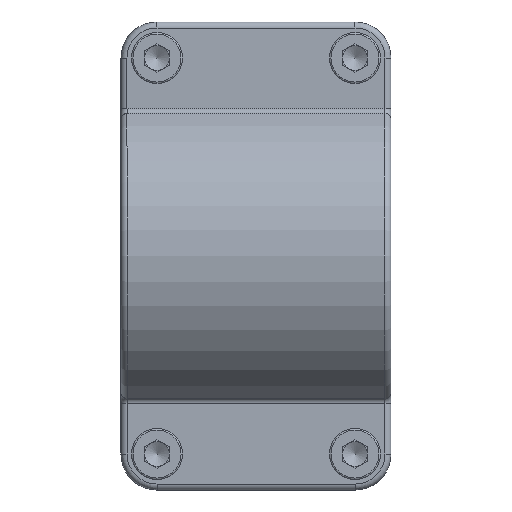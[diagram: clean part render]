
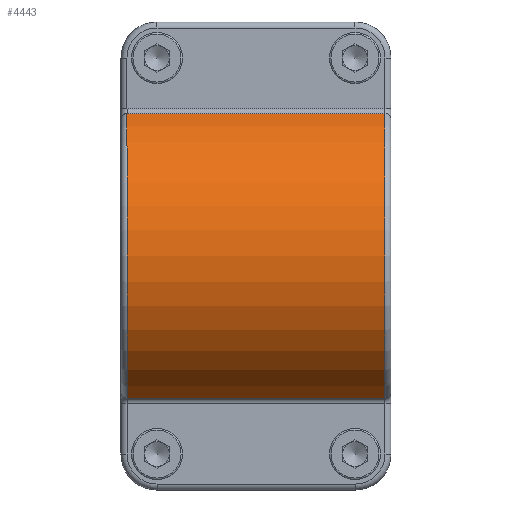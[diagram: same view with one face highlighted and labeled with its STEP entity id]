
A CAD part, front view. The second image highlights one B-rep face of the part: STEP entity #4443.
In plain terms, the highlighted cylindrical face has radius 26 mm (diameter 52 mm), a partial arc.
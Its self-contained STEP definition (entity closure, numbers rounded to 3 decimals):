
#268 = LINE ( 'NONE', #2296, #5109 ) ;
#454 = CARTESIAN_POINT ( 'NONE',  ( -23.744, -10.593, 45. ) ) ;
#461 = AXIS2_PLACEMENT_3D ( 'NONE', #1503, #4518, #2380 ) ;
#632 = EDGE_CURVE ( 'NONE', #979, #4070, #5364, .T. ) ;
#904 = ORIENTED_EDGE ( 'NONE', *, *, #4153, .T. ) ;
#909 = ORIENTED_EDGE ( 'NONE', *, *, #632, .T. ) ;
#913 = ORIENTED_EDGE ( 'NONE', *, *, #2827, .T. ) ;
#920 = ORIENTED_EDGE ( 'NONE', *, *, #4594, .T. ) ;
#979 = VERTEX_POINT ( 'NONE', #1148 ) ;
#990 = CARTESIAN_POINT ( 'NONE',  ( -23.744, -10.593, 1. ) ) ;
#1148 = CARTESIAN_POINT ( 'NONE',  ( 23.744, -10.593, 44. ) ) ;
#1431 = LINE ( 'NONE', #454, #3679 ) ;
#1475 = CARTESIAN_POINT ( 'NONE',  ( -23.744, -10.593, 44. ) ) ;
#1477 = VERTEX_POINT ( 'NONE', #990 ) ;
#1503 = CARTESIAN_POINT ( 'NONE',  ( 0., 0., 45. ) ) ;
#2014 = DIRECTION ( 'NONE',  ( 0., 0., 1. ) ) ;
#2017 = VERTEX_POINT ( 'NONE', #4815 ) ;
#2290 = DIRECTION ( 'NONE',  ( 0., 0., -1. ) ) ;
#2296 = CARTESIAN_POINT ( 'NONE',  ( 23.744, -10.593, 45. ) ) ;
#2325 = DIRECTION ( 'NONE',  ( 1., 0., 0. ) ) ;
#2380 = DIRECTION ( 'NONE',  ( -1., 0., 0. ) ) ;
#2734 = DIRECTION ( 'NONE',  ( 0., 0., 1. ) ) ;
#2769 = EDGE_LOOP ( 'NONE', ( #920, #913, #909, #904 ) ) ;
#2827 = EDGE_CURVE ( 'NONE', #2017, #979, #268, .T. ) ;
#3020 = AXIS2_PLACEMENT_3D ( 'NONE', #4577, #2290, #2325 ) ;
#3111 = AXIS2_PLACEMENT_3D ( 'NONE', #4584, #2014, #5014 ) ;
#3537 = FACE_OUTER_BOUND ( 'NONE', #2769, .T. ) ;
#3679 = VECTOR ( 'NONE', #5564, 1000. ) ;
#4070 = VERTEX_POINT ( 'NONE', #1475 ) ;
#4153 = EDGE_CURVE ( 'NONE', #4070, #1477, #1431, .T. ) ;
#4443 = ADVANCED_FACE ( 'NONE', ( #3537 ), #5355, .T. ) ;
#4518 = DIRECTION ( 'NONE',  ( 0., 0., -1. ) ) ;
#4577 = CARTESIAN_POINT ( 'NONE',  ( 0., 0., 44. ) ) ;
#4584 = CARTESIAN_POINT ( 'NONE',  ( 0., 0., 1. ) ) ;
#4594 = EDGE_CURVE ( 'NONE', #1477, #2017, #5473, .T. ) ;
#4815 = CARTESIAN_POINT ( 'NONE',  ( 23.744, -10.593, 1. ) ) ;
#5014 = DIRECTION ( 'NONE',  ( 1., 0., 0. ) ) ;
#5109 = VECTOR ( 'NONE', #2734, 1000. ) ;
#5355 = CYLINDRICAL_SURFACE ( 'NONE', #461, 26. ) ;
#5364 = CIRCLE ( 'NONE', #3020, 26. ) ;
#5473 = CIRCLE ( 'NONE', #3111, 26. ) ;
#5564 = DIRECTION ( 'NONE',  ( 0., 0., -1. ) ) ;
